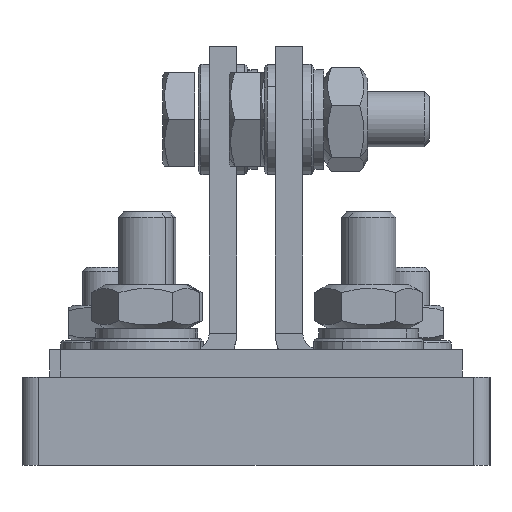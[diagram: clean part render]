
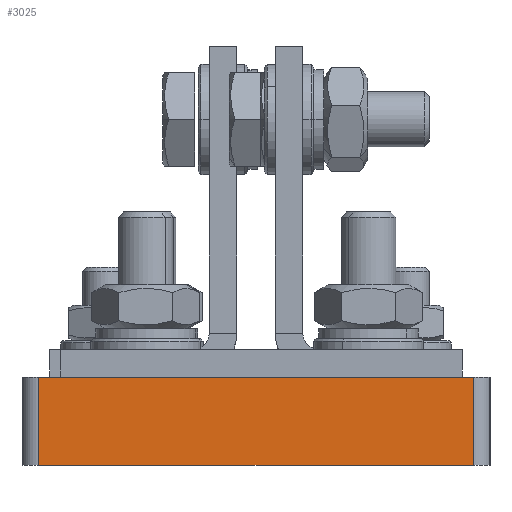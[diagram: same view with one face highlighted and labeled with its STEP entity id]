
A CAD part, left-side view. The second image highlights one B-rep face of the part: STEP entity #3025.
In plain terms, the highlighted planar face has unit normal (-1, 0, 0).
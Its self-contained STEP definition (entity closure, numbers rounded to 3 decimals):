
#228=DIRECTION('',(0.,1.,0.));
#229=VECTOR('',#228,79.);
#230=CARTESIAN_POINT('',(-102.5,-39.5,8.));
#231=LINE('',#230,#229);
#1139=DIRECTION('',(0.,0.,1.));
#1140=VECTOR('',#1139,16.);
#1141=CARTESIAN_POINT('',(-102.5,39.5,-8.));
#1142=LINE('',#1141,#1140);
#1160=DIRECTION('',(0.,0.,-1.));
#1161=VECTOR('',#1160,16.);
#1162=CARTESIAN_POINT('',(-102.5,-39.5,8.));
#1163=LINE('',#1162,#1161);
#1220=DIRECTION('',(0.,1.,0.));
#1221=VECTOR('',#1220,79.);
#1222=CARTESIAN_POINT('',(-102.5,-39.5,-8.));
#1223=LINE('',#1222,#1221);
#2322=CARTESIAN_POINT('',(-102.5,-39.5,8.));
#2324=VERTEX_POINT('',#2322);
#2326=CARTESIAN_POINT('',(-102.5,-39.5,-8.));
#2327=VERTEX_POINT('',#2326);
#2347=CARTESIAN_POINT('',(-102.5,39.5,8.));
#2349=VERTEX_POINT('',#2347);
#2352=CARTESIAN_POINT('',(-102.5,39.5,-8.));
#2353=VERTEX_POINT('',#2352);
#3012=CARTESIAN_POINT('',(-102.5,0.,0.));
#3013=DIRECTION('',(1.,0.,0.));
#3014=DIRECTION('',(0.,0.,1.));
#3015=AXIS2_PLACEMENT_3D('',#3012,#3013,#3014);
#3016=PLANE('',#3015);
#3017=ORIENTED_EDGE('',*,*,#2535,.F.);
#3019=ORIENTED_EDGE('',*,*,#3018,.T.);
#3021=ORIENTED_EDGE('',*,*,#3020,.T.);
#3022=ORIENTED_EDGE('',*,*,#3004,.T.);
#3023=EDGE_LOOP('',(#3017,#3019,#3021,#3022));
#3024=FACE_OUTER_BOUND('',#3023,.F.);
#2535=EDGE_CURVE('',#2324,#2349,#231,.T.);
#3004=EDGE_CURVE('',#2353,#2349,#1142,.T.);
#3018=EDGE_CURVE('',#2324,#2327,#1163,.T.);
#3020=EDGE_CURVE('',#2327,#2353,#1223,.T.);
#3025=ADVANCED_FACE('',(#3024),#3016,.F.);
